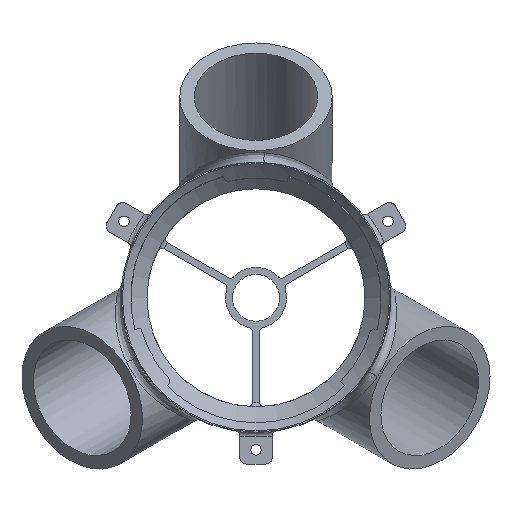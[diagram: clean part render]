
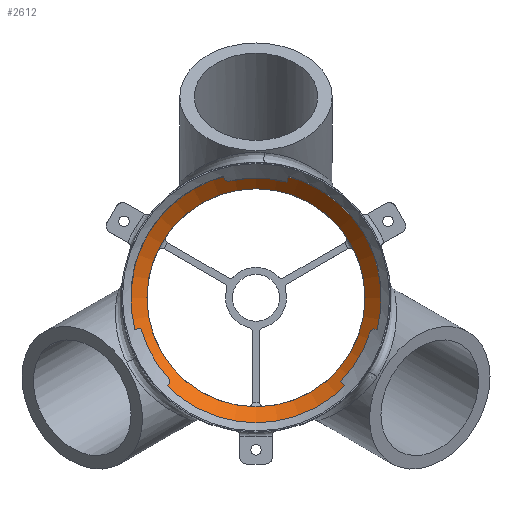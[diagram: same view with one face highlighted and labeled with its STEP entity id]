
A CAD part, top view. The second image highlights one B-rep face of the part: STEP entity #2612.
In plain terms, the highlighted conical face has half-angle 45 degrees and reference radius 53.5 mm.
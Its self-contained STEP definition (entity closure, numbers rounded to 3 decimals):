
#92=CONICAL_SURFACE('',#2814,53.5,0.785);
#161=LINE('',#5664,#343);
#343=VECTOR('',#3209,53.5);
#573=FACE_OUTER_BOUND('',#716,.T.);
#716=EDGE_LOOP('',(#1931,#1932,#1933,#1934,#1935,#1936));
#926=CIRCLE('',#2745,53.5);
#927=CIRCLE('',#2746,53.5);
#974=CIRCLE('',#2815,46.5);
#975=CIRCLE('',#2816,46.5);
#1080=VERTEX_POINT('',#4034);
#1081=VERTEX_POINT('',#4036);
#1170=VERTEX_POINT('',#5661);
#1171=VERTEX_POINT('',#5662);
#1359=EDGE_CURVE('',#1080,#1081,#926,.T.);
#1360=EDGE_CURVE('',#1081,#1080,#927,.T.);
#1471=EDGE_CURVE('',#1170,#1171,#974,.T.);
#1472=EDGE_CURVE('',#1171,#1081,#161,.T.);
#1473=EDGE_CURVE('',#1171,#1170,#975,.T.);
#1931=ORIENTED_EDGE('',*,*,#1471,.T.);
#1932=ORIENTED_EDGE('',*,*,#1472,.T.);
#1933=ORIENTED_EDGE('',*,*,#1359,.F.);
#1934=ORIENTED_EDGE('',*,*,#1360,.F.);
#1935=ORIENTED_EDGE('',*,*,#1472,.F.);
#1936=ORIENTED_EDGE('',*,*,#1473,.T.);
#2612=ADVANCED_FACE('',(#573),#92,.F.);
#2745=AXIS2_PLACEMENT_3D('',#4037,#3035,#3036);
#2746=AXIS2_PLACEMENT_3D('',#4038,#3037,#3038);
#2814=AXIS2_PLACEMENT_3D('',#5660,#3205,#3206);
#2815=AXIS2_PLACEMENT_3D('',#5663,#3207,#3208);
#2816=AXIS2_PLACEMENT_3D('',#5665,#3210,#3211);
#3035=DIRECTION('center_axis',(0.,0.,-1.));
#3036=DIRECTION('ref_axis',(0.,1.,0.));
#3037=DIRECTION('center_axis',(0.,0.,-1.));
#3038=DIRECTION('ref_axis',(0.,1.,0.));
#3205=DIRECTION('center_axis',(0.,0.,1.));
#3206=DIRECTION('ref_axis',(0.,-1.,0.));
#3207=DIRECTION('center_axis',(0.,0.,-1.));
#3208=DIRECTION('ref_axis',(0.,1.,0.));
#3209=DIRECTION('',(0.,0.707,0.707));
#3210=DIRECTION('center_axis',(0.,0.,-1.));
#3211=DIRECTION('ref_axis',(0.,1.,0.));
#4034=CARTESIAN_POINT('',(0.,-53.5,18.));
#4036=CARTESIAN_POINT('',(0.,53.5,18.));
#4037=CARTESIAN_POINT('Origin',(0.,0.,18.));
#4038=CARTESIAN_POINT('Origin',(0.,0.,18.));
#5660=CARTESIAN_POINT('Origin',(0.,0.,18.));
#5661=CARTESIAN_POINT('',(0.,-46.5,11.));
#5662=CARTESIAN_POINT('',(0.,46.5,11.));
#5663=CARTESIAN_POINT('Origin',(0.,0.,11.));
#5664=CARTESIAN_POINT('',(0.,53.5,18.));
#5665=CARTESIAN_POINT('Origin',(0.,0.,11.));
